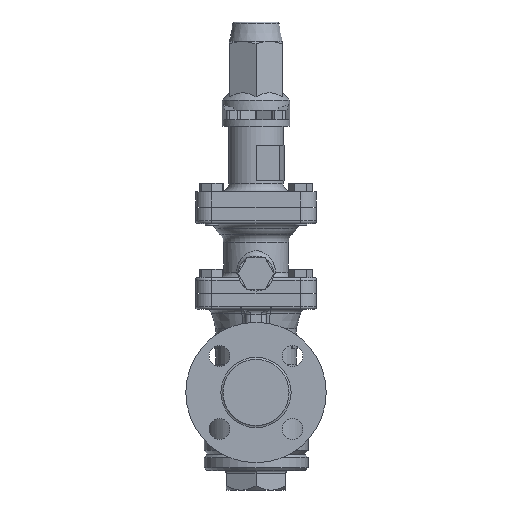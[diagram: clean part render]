
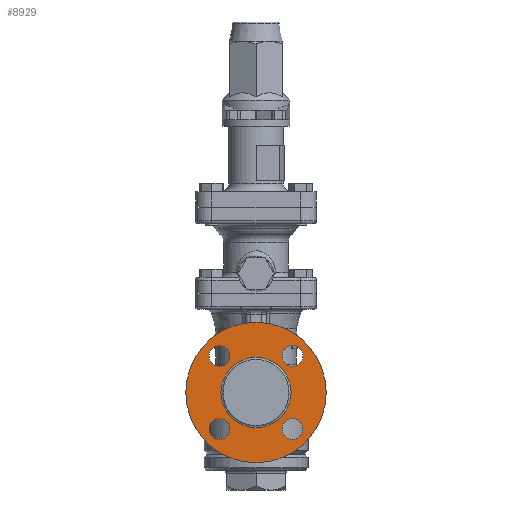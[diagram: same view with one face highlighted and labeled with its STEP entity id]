
A CAD part, left-side view. The second image highlights one B-rep face of the part: STEP entity #8929.
In plain terms, the highlighted planar face has unit normal (-1, 0, 0).
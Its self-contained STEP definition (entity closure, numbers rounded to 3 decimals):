
#145=FACE_BOUND('',#2809,.T.);
#146=FACE_BOUND('',#2810,.T.);
#147=FACE_BOUND('',#2811,.T.);
#148=FACE_BOUND('',#2812,.T.);
#149=FACE_BOUND('',#2813,.T.);
#502=PLANE('',#9788);
#2152=FACE_OUTER_BOUND('',#2808,.T.);
#2808=EDGE_LOOP('',(#7751));
#2809=EDGE_LOOP('',(#7752));
#2810=EDGE_LOOP('',(#7753));
#2811=EDGE_LOOP('',(#7754));
#2812=EDGE_LOOP('',(#7755));
#2813=EDGE_LOOP('',(#7756));
#3533=CIRCLE('',#9787,27.);
#3534=CIRCLE('',#9789,54.);
#3535=CIRCLE('',#9790,8.);
#3536=CIRCLE('',#9791,8.);
#3537=CIRCLE('',#9792,8.);
#3538=CIRCLE('',#9793,8.);
#4360=VERTEX_POINT('',#21366);
#4361=VERTEX_POINT('',#21369);
#4362=VERTEX_POINT('',#21371);
#4363=VERTEX_POINT('',#21373);
#4364=VERTEX_POINT('',#21375);
#4365=VERTEX_POINT('',#21377);
#5539=EDGE_CURVE('',#4360,#4360,#3533,.T.);
#5540=EDGE_CURVE('',#4361,#4361,#3534,.T.);
#5541=EDGE_CURVE('',#4362,#4362,#3535,.T.);
#5542=EDGE_CURVE('',#4363,#4363,#3536,.T.);
#5543=EDGE_CURVE('',#4364,#4364,#3537,.T.);
#5544=EDGE_CURVE('',#4365,#4365,#3538,.T.);
#7751=ORIENTED_EDGE('',*,*,#5540,.F.);
#7752=ORIENTED_EDGE('',*,*,#5539,.F.);
#7753=ORIENTED_EDGE('',*,*,#5541,.F.);
#7754=ORIENTED_EDGE('',*,*,#5542,.F.);
#7755=ORIENTED_EDGE('',*,*,#5543,.F.);
#7756=ORIENTED_EDGE('',*,*,#5544,.F.);
#8929=ADVANCED_FACE('',(#2152,#145,#146,#147,#148,#149),#502,.T.);
#9787=AXIS2_PLACEMENT_3D('',#21367,#11959,#11960);
#9788=AXIS2_PLACEMENT_3D('',#21368,#11961,#11962);
#9789=AXIS2_PLACEMENT_3D('',#21370,#11963,#11964);
#9790=AXIS2_PLACEMENT_3D('',#21372,#11965,#11966);
#9791=AXIS2_PLACEMENT_3D('',#21374,#11967,#11968);
#9792=AXIS2_PLACEMENT_3D('',#21376,#11969,#11970);
#9793=AXIS2_PLACEMENT_3D('',#21378,#11971,#11972);
#11959=DIRECTION('center_axis',(-1.,0.,0.));
#11960=DIRECTION('ref_axis',(0.,0.,1.));
#11961=DIRECTION('center_axis',(-1.,0.,0.));
#11962=DIRECTION('ref_axis',(0.,0.,1.));
#11963=DIRECTION('center_axis',(1.,0.,0.));
#11964=DIRECTION('ref_axis',(0.,0.,1.));
#11965=DIRECTION('center_axis',(-1.,0.,0.));
#11966=DIRECTION('ref_axis',(0.,0.,1.));
#11967=DIRECTION('center_axis',(-1.,0.,0.));
#11968=DIRECTION('ref_axis',(0.,1.,0.));
#11969=DIRECTION('center_axis',(-1.,0.,0.));
#11970=DIRECTION('ref_axis',(0.,-1.,0.));
#11971=DIRECTION('center_axis',(-1.,0.,0.));
#11972=DIRECTION('ref_axis',(0.,0.,-1.));
#21366=CARTESIAN_POINT('',(-92.4,0.,20.5));
#21367=CARTESIAN_POINT('Origin',(-92.4,0.,47.5));
#21368=CARTESIAN_POINT('Origin',(-92.4,0.,47.5));
#21369=CARTESIAN_POINT('',(-92.4,0.,-6.5));
#21370=CARTESIAN_POINT('Origin',(-92.4,0.,47.5));
#21371=CARTESIAN_POINT('',(-92.4,-28.072,11.428));
#21372=CARTESIAN_POINT('Origin',(-92.4,-28.072,19.428));
#21373=CARTESIAN_POINT('',(-92.4,-28.072,67.572));
#21374=CARTESIAN_POINT('Origin',(-92.4,-28.072,75.572));
#21375=CARTESIAN_POINT('',(-92.4,28.072,11.428));
#21376=CARTESIAN_POINT('Origin',(-92.4,28.072,19.428));
#21377=CARTESIAN_POINT('',(-92.4,28.072,67.572));
#21378=CARTESIAN_POINT('Origin',(-92.4,28.072,75.572));
